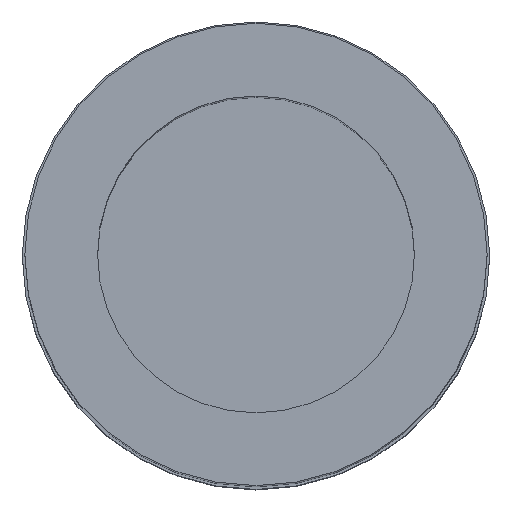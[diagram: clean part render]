
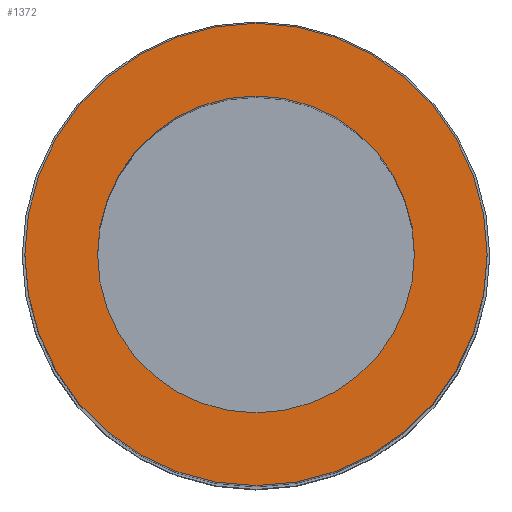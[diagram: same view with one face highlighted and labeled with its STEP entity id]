
A CAD part, top view. The second image highlights one B-rep face of the part: STEP entity #1372.
In plain terms, the highlighted planar face has unit normal (0, 0, 1).
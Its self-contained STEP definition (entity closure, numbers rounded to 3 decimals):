
#1352 = VERTEX_POINT('',#1353);
#1353 = CARTESIAN_POINT('',(2.225,0.,10.));
#1359 = EDGE_CURVE('',#1352,#1352,#1360,.T.);
#1360 = CIRCLE('',#1361,2.225);
#1361 = AXIS2_PLACEMENT_3D('',#1362,#1363,#1364);
#1362 = CARTESIAN_POINT('',(0.,0.,10.));
#1363 = DIRECTION('',(0.,0.,1.));
#1364 = DIRECTION('',(1.,0.,0.));
#1372 = ADVANCED_FACE('',(#1373,#1376),#1387,.T.);
#1373 = FACE_BOUND('',#1374,.T.);
#1374 = EDGE_LOOP('',(#1375));
#1375 = ORIENTED_EDGE('',*,*,#1359,.T.);
#1376 = FACE_BOUND('',#1377,.F.);
#1377 = EDGE_LOOP('',(#1378));
#1378 = ORIENTED_EDGE('',*,*,#1379,.T.);
#1379 = EDGE_CURVE('',#1380,#1380,#1382,.T.);
#1380 = VERTEX_POINT('',#1381);
#1381 = CARTESIAN_POINT('',(1.525,0.,10.));
#1382 = CIRCLE('',#1383,1.525);
#1383 = AXIS2_PLACEMENT_3D('',#1384,#1385,#1386);
#1384 = CARTESIAN_POINT('',(0.,0.,10.));
#1385 = DIRECTION('',(0.,0.,1.));
#1386 = DIRECTION('',(1.,0.,0.));
#1387 = PLANE('',#1388);
#1388 = AXIS2_PLACEMENT_3D('',#1389,#1390,#1391);
#1389 = CARTESIAN_POINT('',(0.,0.,10.)
  );
#1390 = DIRECTION('',(0.,0.,1.));
#1391 = DIRECTION('',(1.,0.,0.));
